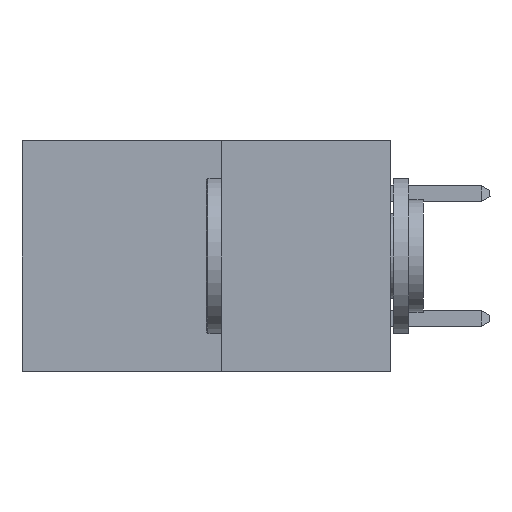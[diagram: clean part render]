
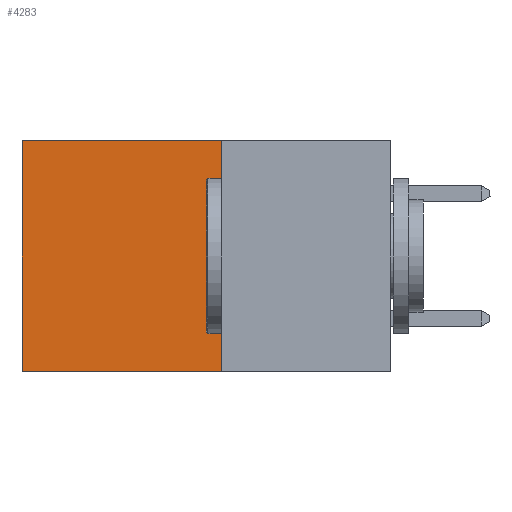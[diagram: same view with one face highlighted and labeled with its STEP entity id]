
A CAD part, left-side view. The second image highlights one B-rep face of the part: STEP entity #4283.
In plain terms, the highlighted planar face has unit normal (-1, 0, 0).
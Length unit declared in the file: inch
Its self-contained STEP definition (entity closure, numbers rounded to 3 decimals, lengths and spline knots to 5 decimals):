
#114 = ORIENTED_EDGE ( 'NONE', *, *, #25599, .T. ) ;
#1622 = CARTESIAN_POINT ( 'NONE',  ( 0.277, 0.27, -0.37 ) ) ;
#1759 = DIRECTION ( 'NONE',  ( 0., 0., -1. ) ) ;
#2228 = ORIENTED_EDGE ( 'NONE', *, *, #3300, .F. ) ;
#3300 = EDGE_CURVE ( 'NONE', #24178, #8198, #23373, .T. ) ;
#3575 = CARTESIAN_POINT ( 'NONE',  ( 0.277, 0.27, -0.37 ) ) ;
#4283 = ADVANCED_FACE ( 'NONE', ( #24303 ), #17560, .F. ) ;
#5766 = DIRECTION ( 'NONE',  ( 0., 1., 0. ) ) ;
#7701 = LINE ( 'NONE', #19949, #18498 ) ;
#8198 = VERTEX_POINT ( 'NONE', #16652 ) ;
#10054 = VECTOR ( 'NONE', #5766, 39.37008 ) ;
#11854 = EDGE_LOOP ( 'NONE', ( #114, #18821, #2228, #13793 ) ) ;
#13731 = LINE ( 'NONE', #15937, #24592 ) ;
#13793 = ORIENTED_EDGE ( 'NONE', *, *, #15238, .T. ) ;
#15238 = EDGE_CURVE ( 'NONE', #24178, #16377, #7701, .T. ) ;
#15827 = CARTESIAN_POINT ( 'NONE',  ( 0.277, 0.59, -0.37 ) ) ;
#15937 = CARTESIAN_POINT ( 'NONE',  ( 0.277, 0.59, -0.37 ) ) ;
#16377 = VERTEX_POINT ( 'NONE', #21166 ) ;
#16652 = CARTESIAN_POINT ( 'NONE',  ( 0.277, 0.27, -0.37 ) ) ;
#17560 = PLANE ( 'NONE',  #18209 ) ;
#17893 = DIRECTION ( 'NONE',  ( 1., 0., 0. ) ) ;
#17941 = CARTESIAN_POINT ( 'NONE',  ( 0.277, 0.27, -0.37 ) ) ;
#18111 = DIRECTION ( 'NONE',  ( 0., 0., -1. ) ) ;
#18208 = VECTOR ( 'NONE', #1759, 39.37008 ) ;
#18209 = AXIS2_PLACEMENT_3D ( 'NONE', #17941, #17893, #25575 ) ;
#18498 = VECTOR ( 'NONE', #22197, 39.37008 ) ;
#18821 = ORIENTED_EDGE ( 'NONE', *, *, #25111, .F. ) ;
#19949 = CARTESIAN_POINT ( 'NONE',  ( 0.277, 0.27, 0. ) ) ;
#21166 = CARTESIAN_POINT ( 'NONE',  ( 0.277, 0.59, 0. ) ) ;
#22197 = DIRECTION ( 'NONE',  ( 0., 1., 0. ) ) ;
#23373 = LINE ( 'NONE', #1622, #18208 ) ;
#24178 = VERTEX_POINT ( 'NONE', #26782 ) ;
#24303 = FACE_OUTER_BOUND ( 'NONE', #11854, .T. ) ;
#24592 = VECTOR ( 'NONE', #18111, 39.37008 ) ;
#25111 = EDGE_CURVE ( 'NONE', #8198, #26134, #26597, .T. ) ;
#25575 = DIRECTION ( 'NONE',  ( 0., 0., -1. ) ) ;
#25599 = EDGE_CURVE ( 'NONE', #16377, #26134, #13731, .T. ) ;
#26134 = VERTEX_POINT ( 'NONE', #15827 ) ;
#26597 = LINE ( 'NONE', #3575, #10054 ) ;
#26782 = CARTESIAN_POINT ( 'NONE',  ( 0.277, 0.27, 0. ) ) ;
